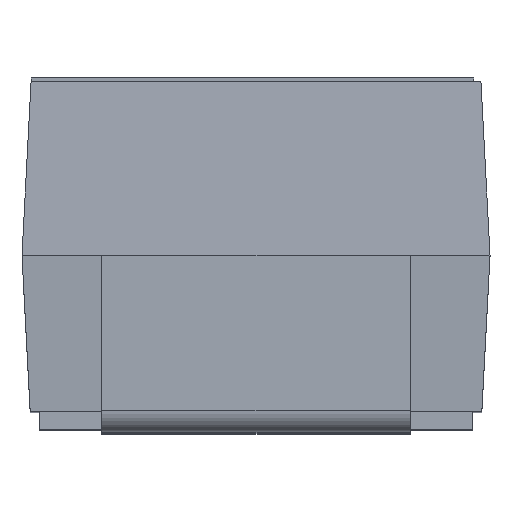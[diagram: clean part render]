
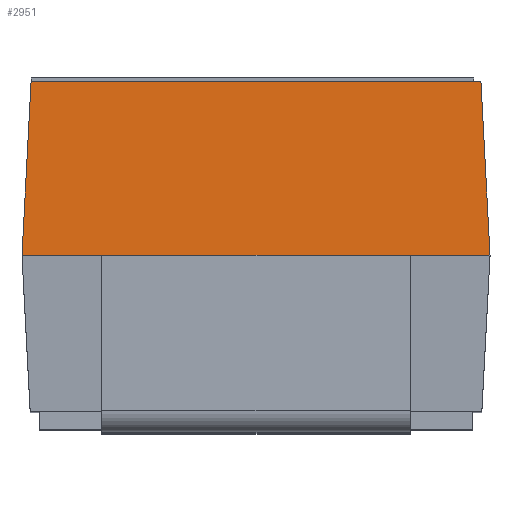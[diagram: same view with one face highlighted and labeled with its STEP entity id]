
A CAD part, top view. The second image highlights one B-rep face of the part: STEP entity #2951.
In plain terms, the highlighted planar face has unit normal (0, 0.052, 0.999).
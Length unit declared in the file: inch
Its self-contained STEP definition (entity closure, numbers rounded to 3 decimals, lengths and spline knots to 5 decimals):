
#232=FACE_OUTER_BOUND('',#394,.T.);
#394=EDGE_LOOP('',(#2503,#2504,#2505,#2506,#2507,#2508,#2509));
#430=LINE('',#4054,#779);
#669=LINE('',#4538,#1018);
#685=LINE('',#4583,#1034);
#724=LINE('',#4683,#1073);
#725=LINE('',#4686,#1074);
#745=LINE('',#4723,#1094);
#746=LINE('',#4724,#1095);
#779=VECTOR('',#3191,0.3937);
#1018=VECTOR('',#3602,0.3937);
#1034=VECTOR('',#3644,0.3937);
#1073=VECTOR('',#3745,0.3937);
#1074=VECTOR('',#3748,0.3937);
#1094=VECTOR('',#3784,0.3937);
#1095=VECTOR('',#3785,0.3937);
#1137=VERTEX_POINT('',#4051);
#1138=VERTEX_POINT('',#4053);
#1297=VERTEX_POINT('',#4536);
#1299=VERTEX_POINT('',#4546);
#1312=VERTEX_POINT('',#4580);
#1343=VERTEX_POINT('',#4681);
#1344=VERTEX_POINT('',#4685);
#1411=EDGE_CURVE('',#1137,#1138,#430,.T.);
#1650=EDGE_CURVE('',#1297,#1137,#669,.T.);
#1671=EDGE_CURVE('',#1312,#1299,#685,.T.);
#1721=EDGE_CURVE('',#1343,#1312,#724,.T.);
#1722=EDGE_CURVE('',#1299,#1344,#725,.T.);
#1742=EDGE_CURVE('',#1138,#1343,#745,.T.);
#1743=EDGE_CURVE('',#1344,#1297,#746,.T.);
#2503=ORIENTED_EDGE('',*,*,#1742,.F.);
#2504=ORIENTED_EDGE('',*,*,#1411,.F.);
#2505=ORIENTED_EDGE('',*,*,#1650,.F.);
#2506=ORIENTED_EDGE('',*,*,#1743,.F.);
#2507=ORIENTED_EDGE('',*,*,#1722,.F.);
#2508=ORIENTED_EDGE('',*,*,#1671,.F.);
#2509=ORIENTED_EDGE('',*,*,#1721,.F.);
#2652=PLANE('',#3119);
#2951=ADVANCED_FACE('',(#232),#2652,.F.);
#3119=AXIS2_PLACEMENT_3D('',#4722,#3782,#3783);
#3191=DIRECTION('',(1.,0.,0.));
#3602=DIRECTION('',(1.,0.,0.));
#3644=DIRECTION('',(-1.,0.,0.));
#3745=DIRECTION('',(-1.,0.,0.));
#3748=DIRECTION('',(-1.,0.,0.));
#3782=DIRECTION('center_axis',(0.,-0.052,-0.999));
#3783=DIRECTION('ref_axis',(-1.,0.,0.));
#3784=DIRECTION('',(0.052,-0.997,0.052));
#3785=DIRECTION('',(0.052,0.997,-0.052));
#4051=CARTESIAN_POINT('',(0.1901,0.0839,0.24143));
#4053=CARTESIAN_POINT('',(0.1921,0.0839,0.24143));
#4054=CARTESIAN_POINT('',(0.16166,0.0839,0.24143));
#4536=CARTESIAN_POINT('',(0.06523,0.0839,0.24143));
#4538=CARTESIAN_POINT('',(0.16166,0.0839,0.24143));
#4546=CARTESIAN_POINT('',(0.08516,0.0349,0.244));
#4580=CARTESIAN_POINT('',(0.17216,0.0349,0.244));
#4583=CARTESIAN_POINT('',(0.16166,0.0349,0.244));
#4681=CARTESIAN_POINT('',(0.19466,0.0349,0.244));
#4683=CARTESIAN_POINT('',(0.16166,0.0349,0.244));
#4685=CARTESIAN_POINT('',(0.06266,0.0349,0.244));
#4686=CARTESIAN_POINT('',(0.16166,0.0349,0.244));
#4722=CARTESIAN_POINT('Origin',(0.19466,0.0349,0.244));
#4723=CARTESIAN_POINT('',(0.19305,0.0657,0.24239));
#4724=CARTESIAN_POINT('',(0.06318,0.0447,0.24349));
